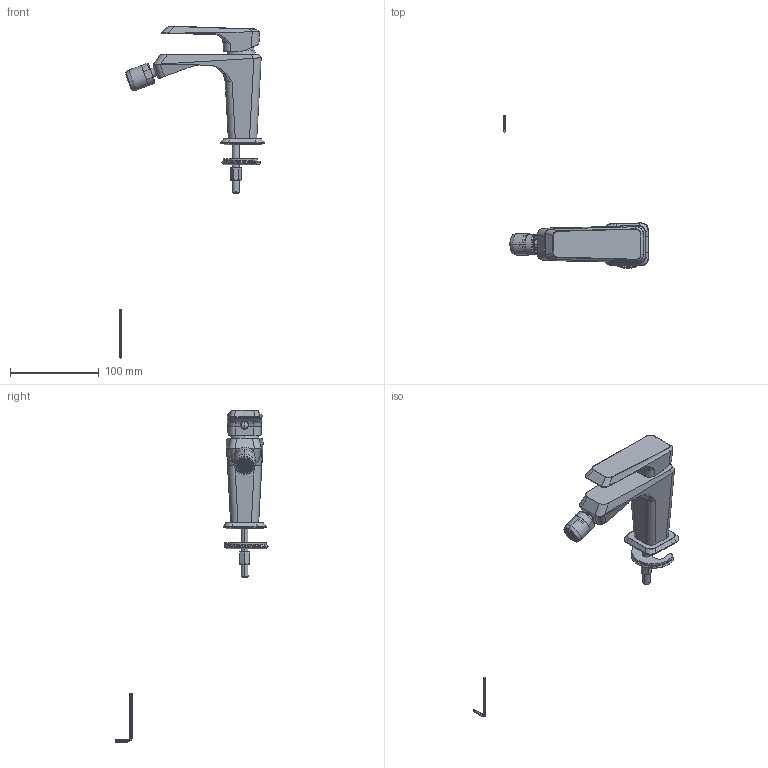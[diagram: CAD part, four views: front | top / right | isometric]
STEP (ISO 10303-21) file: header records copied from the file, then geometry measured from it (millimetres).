
FILE_DESCRIPTION((''),'2;1');
FILE_NAME('VFA46824601-JO_ASM','2022-03-21T',('fth20'),(''),'CREO PARAMETRIC BY PTC INC, 2015480','CREO PARAMETRIC BY PTC INC, 2015480','');
FILE_SCHEMA(('CONFIG_CONTROL_DESIGN'));
Products named in the file (27): 80T46824601; J14261KD00; 8YG16482; 9ZG16482; 80P25VFA2; 8CM5X7; 80N81050; 8EM3X6; 8DZ168246; 8J42X25B; 8BM8X110B2; 8NM8X15; 8BM8X110B_ASM; 8J105X75X2A; 81T23U91G; R01010-R01; R01010-R02; R01010-R03; R01010-R04; R01010_ASM; 8J208X14X23A; 82M24021NP22; 81M22011; 81N11071KB; 80N11071K; 8BS25; VFA46824601-JO_ASM
Assembly tree (26 placements, depth 3):
  VFA46824601-JO_ASM
    80T46824601
    J14261KD00
    8YG16482
    9ZG16482
    80P25VFA2
    8CM5X7
    80N81050
    8EM3X6
    8DZ168246
    8J42X25B
    8BM8X110B_ASM
      8BM8X110B2
      8NM8X15
    8J105X75X2A
    81T23U91G
    R01010_ASM
      R01010-R01
      R01010-R02
      R01010-R03
      R01010-R04
    8J208X14X23A
    82M24021NP22
    81M22011
    81N11071KB
    80N11071K
    8BS25
Bounding box: 162.77 x 172.35 x 373.7 mm (x, y, z)
Volume: 141536.4 mm3; surface area: 105683.1 mm2
Topology: 32 solids, 32 shells, 3944 faces, 12400 edges, 8116 vertices
Faces by surface type: plane 1798, cylinder 1702, cone 238, bspline 90, torus 86, extrusion 24, sphere 6
Entity records: 177301 total; most frequent: CARTESIAN_POINT 65293, ORIENTED_EDGE 24768, DIRECTION 21231, EDGE_CURVE 12384, VERTEX_POINT 8116, VECTOR 7235, LINE 7211, AXIS2_PLACEMENT_3D 6998
